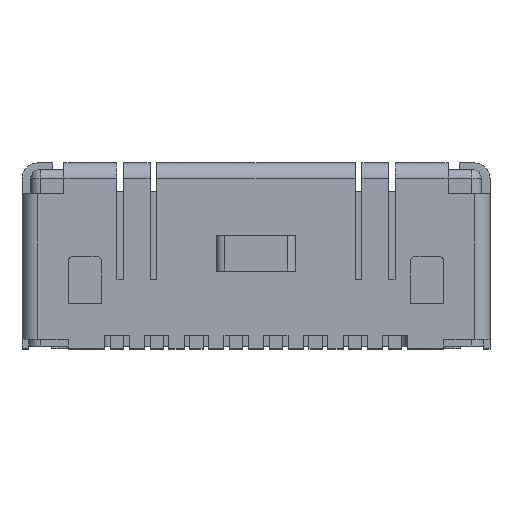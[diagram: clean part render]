
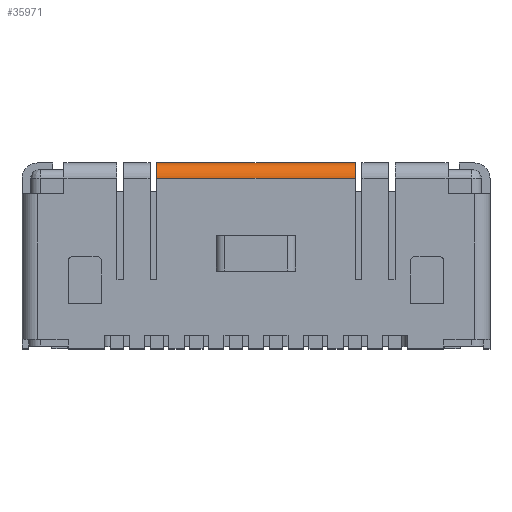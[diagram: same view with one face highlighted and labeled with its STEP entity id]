
A CAD part, top view. The second image highlights one B-rep face of the part: STEP entity #35971.
In plain terms, the highlighted cylindrical face has radius 0.35 mm (diameter 0.7 mm), a partial arc.
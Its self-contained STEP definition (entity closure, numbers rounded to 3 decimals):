
#6166 = VERTEX_POINT('',#6167);
#6167 = CARTESIAN_POINT('',(-2.25,2.1,4.95));
#6173 = EDGE_CURVE('',#6174,#6166,#6176,.T.);
#6174 = VERTEX_POINT('',#6175);
#6175 = CARTESIAN_POINT('',(-2.25,1.75,5.3));
#6176 = CIRCLE('',#6177,0.35);
#6177 = AXIS2_PLACEMENT_3D('',#6178,#6179,#6180);
#6178 = CARTESIAN_POINT('',(-2.25,1.75,4.95));
#6179 = DIRECTION('',(-1.,0.,0.));
#6180 = DIRECTION('',(0.,0.,1.));
#6493 = VERTEX_POINT('',#6494);
#6494 = CARTESIAN_POINT('',(2.25,1.75,5.3));
#6500 = EDGE_CURVE('',#6493,#6501,#6503,.T.);
#6501 = VERTEX_POINT('',#6502);
#6502 = CARTESIAN_POINT('',(2.25,2.1,4.95));
#6503 = CIRCLE('',#6504,0.35);
#6504 = AXIS2_PLACEMENT_3D('',#6505,#6506,#6507);
#6505 = CARTESIAN_POINT('',(2.25,1.75,4.95));
#6506 = DIRECTION('',(-1.,0.,0.));
#6507 = DIRECTION('',(0.,0.,1.));
#10191 = EDGE_CURVE('',#6174,#6493,#10192,.T.);
#10192 = LINE('',#10193,#10194);
#10193 = CARTESIAN_POINT('',(-2.25,1.75,5.3));
#10194 = VECTOR('',#10195,1.);
#10195 = DIRECTION('',(1.,0.,0.));
#35971 = ADVANCED_FACE('',(#35972),#35983,.T.);
#35972 = FACE_BOUND('',#35973,.T.);
#35973 = EDGE_LOOP('',(#35974,#35975,#35976,#35982));
#35974 = ORIENTED_EDGE('',*,*,#10191,.T.);
#35975 = ORIENTED_EDGE('',*,*,#6500,.T.);
#35976 = ORIENTED_EDGE('',*,*,#35977,.F.);
#35977 = EDGE_CURVE('',#6166,#6501,#35978,.T.);
#35978 = LINE('',#35979,#35980);
#35979 = CARTESIAN_POINT('',(-2.25,2.1,4.95));
#35980 = VECTOR('',#35981,1.);
#35981 = DIRECTION('',(1.,0.,0.));
#35982 = ORIENTED_EDGE('',*,*,#6173,.F.);
#35983 = CYLINDRICAL_SURFACE('',#35984,0.35);
#35984 = AXIS2_PLACEMENT_3D('',#35985,#35986,#35987);
#35985 = CARTESIAN_POINT('',(-2.25,1.75,4.95));
#35986 = DIRECTION('',(-1.,0.,0.));
#35987 = DIRECTION('',(0.,0.,1.));
